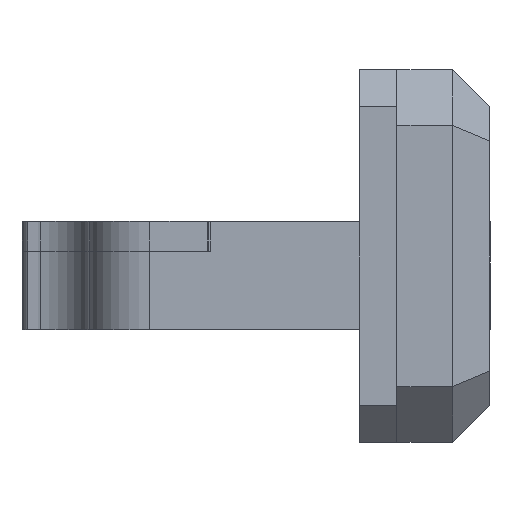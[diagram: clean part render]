
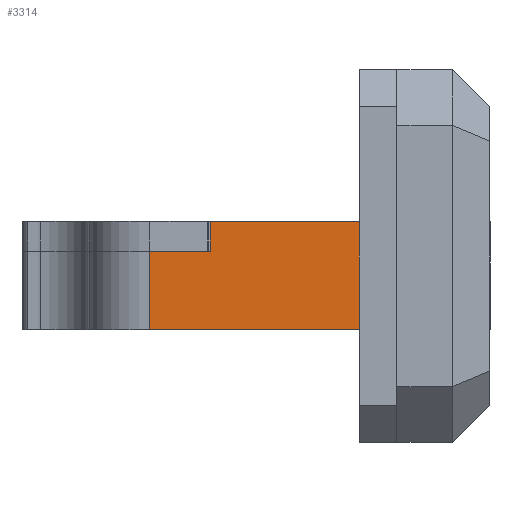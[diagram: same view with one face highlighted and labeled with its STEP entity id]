
A CAD part, left-side view. The second image highlights one B-rep face of the part: STEP entity #3314.
In plain terms, the highlighted planar face has unit normal (-1, 0, 0).
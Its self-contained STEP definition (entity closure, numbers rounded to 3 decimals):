
#205=FACE_OUTER_BOUND('',#372,.T.);
#372=EDGE_LOOP('',(#2400,#2401,#2402,#2403,#2404,#2405));
#582=LINE('',#4758,#1002);
#588=LINE('',#4770,#1008);
#591=LINE('',#4776,#1011);
#595=LINE('',#4783,#1015);
#613=LINE('',#4845,#1033);
#626=LINE('',#4873,#1046);
#1002=VECTOR('',#3836,10.);
#1008=VECTOR('',#3846,10.);
#1011=VECTOR('',#3851,10.);
#1015=VECTOR('',#3859,10.);
#1033=VECTOR('',#3921,10.);
#1046=VECTOR('',#3960,10.);
#1423=VERTEX_POINT('',#4755);
#1424=VERTEX_POINT('',#4757);
#1428=VERTEX_POINT('',#4769);
#1430=VERTEX_POINT('',#4775);
#1431=VERTEX_POINT('',#4782);
#1453=VERTEX_POINT('',#4843);
#1757=EDGE_CURVE('',#1423,#1424,#582,.T.);
#1763=EDGE_CURVE('',#1428,#1424,#588,.T.);
#1766=EDGE_CURVE('',#1428,#1430,#591,.T.);
#1770=EDGE_CURVE('',#1431,#1430,#595,.T.);
#1804=EDGE_CURVE('',#1453,#1423,#613,.T.);
#1818=EDGE_CURVE('',#1431,#1453,#626,.T.);
#2400=ORIENTED_EDGE('',*,*,#1770,.T.);
#2401=ORIENTED_EDGE('',*,*,#1766,.F.);
#2402=ORIENTED_EDGE('',*,*,#1763,.T.);
#2403=ORIENTED_EDGE('',*,*,#1757,.F.);
#2404=ORIENTED_EDGE('',*,*,#1804,.F.);
#2405=ORIENTED_EDGE('',*,*,#1818,.F.);
#3177=PLANE('',#3546);
#3314=ADVANCED_FACE('',(#205),#3177,.T.);
#3546=AXIS2_PLACEMENT_3D('',#4872,#3958,#3959);
#3836=DIRECTION('',(0.,0.,1.));
#3846=DIRECTION('',(0.,1.,0.));
#3851=DIRECTION('',(0.,0.,-1.));
#3859=DIRECTION('',(0.,-1.,0.));
#3921=DIRECTION('',(0.,-1.,0.));
#3958=DIRECTION('center_axis',(-1.,0.,0.));
#3959=DIRECTION('ref_axis',(0.,-1.,0.));
#3960=DIRECTION('',(0.,0.,1.));
#4755=CARTESIAN_POINT('',(-18.1,2.75,3.));
#4757=CARTESIAN_POINT('',(-18.1,2.75,4.6));
#4758=CARTESIAN_POINT('',(-18.1,2.75,0.25));
#4769=CARTESIAN_POINT('',(-18.1,-9.25,4.6));
#4770=CARTESIAN_POINT('',(-18.1,-9.25,4.6));
#4775=CARTESIAN_POINT('',(-18.1,-9.25,-1.2));
#4776=CARTESIAN_POINT('',(-18.1,-9.25,4.6));
#4782=CARTESIAN_POINT('',(-18.1,6.,-1.2));
#4783=CARTESIAN_POINT('',(-18.1,5.188,-1.2));
#4843=CARTESIAN_POINT('',(-18.1,6.,3.));
#4845=CARTESIAN_POINT('',(-18.1,5.188,3.));
#4872=CARTESIAN_POINT('Origin',(-18.1,6.,-1.2));
#4873=CARTESIAN_POINT('',(-18.1,6.,-1.2));
